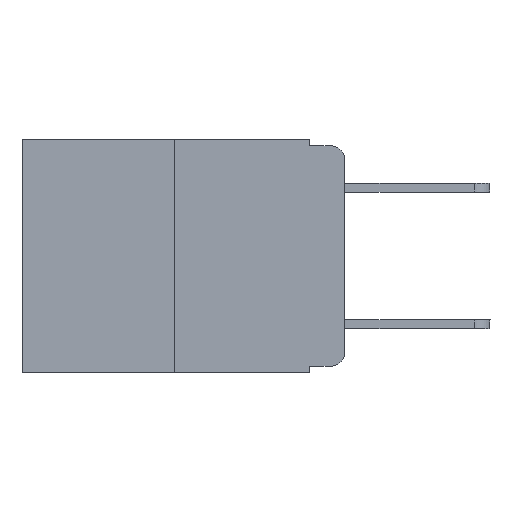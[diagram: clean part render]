
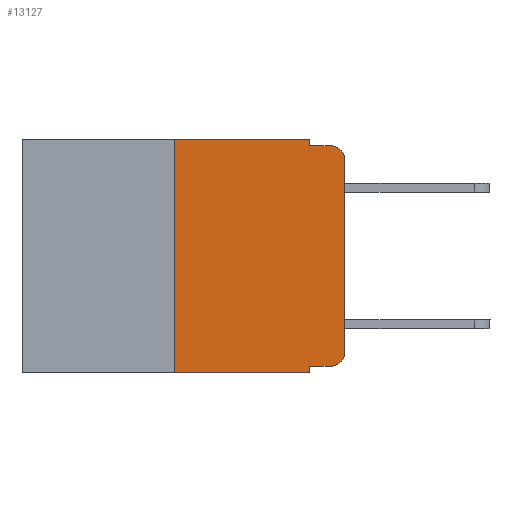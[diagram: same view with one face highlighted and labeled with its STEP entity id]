
A CAD part, left-side view. The second image highlights one B-rep face of the part: STEP entity #13127.
In plain terms, the highlighted planar face has unit normal (-1, 0, 0).
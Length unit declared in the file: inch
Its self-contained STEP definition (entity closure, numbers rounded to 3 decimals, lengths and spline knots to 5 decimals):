
#115 = VECTOR ( 'NONE', #5406, 39.37008 ) ;
#119 = CARTESIAN_POINT ( 'NONE',  ( 0., 0.25, 0. ) ) ;
#126 = FACE_OUTER_BOUND ( 'NONE', #16449, .T. ) ;
#130 = VERTEX_POINT ( 'NONE', #10971 ) ;
#544 = LINE ( 'NONE', #1138, #115 ) ;
#903 = CARTESIAN_POINT ( 'NONE',  ( 0., 0.473, -0.343 ) ) ;
#1103 = ORIENTED_EDGE ( 'NONE', *, *, #16842, .T. ) ;
#1138 = CARTESIAN_POINT ( 'NONE',  ( 0., 0.051, 0. ) ) ;
#1148 = EDGE_CURVE ( 'NONE', #12720, #9874, #13332, .T. ) ;
#1762 = VERTEX_POINT ( 'NONE', #11134 ) ;
#2210 = CARTESIAN_POINT ( 'NONE',  ( 0., 0.051, 0. ) ) ;
#2236 = EDGE_CURVE ( 'NONE', #15973, #13655, #10460, .T. ) ;
#2275 = DIRECTION ( 'NONE',  ( 0., -1., 0. ) ) ;
#2329 = CARTESIAN_POINT ( 'NONE',  ( 0., 0.473, 0. ) ) ;
#2460 = CARTESIAN_POINT ( 'NONE',  ( 0., 0.051, -0.01 ) ) ;
#2568 = VECTOR ( 'NONE', #2275, 39.37008 ) ;
#2984 = ORIENTED_EDGE ( 'NONE', *, *, #7605, .F. ) ;
#3014 = VECTOR ( 'NONE', #17528, 39.37008 ) ;
#3474 = CARTESIAN_POINT ( 'NONE',  ( 0., 0.051, -0.343 ) ) ;
#3591 = DIRECTION ( 'NONE',  ( 1., 0., 0. ) ) ;
#3961 = EDGE_CURVE ( 'NONE', #6496, #11210, #4725, .T. ) ;
#3982 = EDGE_CURVE ( 'NONE', #15973, #11210, #16788, .T. ) ;
#4108 = EDGE_CURVE ( 'NONE', #13655, #13134, #4292, .T. ) ;
#4150 = ORIENTED_EDGE ( 'NONE', *, *, #3982, .T. ) ;
#4292 = LINE ( 'NONE', #8221, #8391 ) ;
#4518 = ORIENTED_EDGE ( 'NONE', *, *, #2236, .F. ) ;
#4725 = LINE ( 'NONE', #11889, #9259 ) ;
#5406 = DIRECTION ( 'NONE',  ( 0., 0., -1. ) ) ;
#6474 = ORIENTED_EDGE ( 'NONE', *, *, #12013, .T. ) ;
#6496 = VERTEX_POINT ( 'NONE', #10276 ) ;
#6954 = CARTESIAN_POINT ( 'NONE',  ( 0., 0.02, -0.313 ) ) ;
#7431 = ORIENTED_EDGE ( 'NONE', *, *, #10670, .T. ) ;
#7605 = EDGE_CURVE ( 'NONE', #13134, #130, #544, .T. ) ;
#7730 = CIRCLE ( 'NONE', #8265, 0.02 ) ;
#7775 = DIRECTION ( 'NONE',  ( -1., 0., 0. ) ) ;
#7847 = PLANE ( 'NONE',  #16165 ) ;
#8151 = DIRECTION ( 'NONE',  ( 0., -1., 0. ) ) ;
#8221 = CARTESIAN_POINT ( 'NONE',  ( 0., 0.473, 0. ) ) ;
#8265 = AXIS2_PLACEMENT_3D ( 'NONE', #6954, #7775, #14719 ) ;
#8391 = VECTOR ( 'NONE', #8151, 39.37008 ) ;
#8456 = CARTESIAN_POINT ( 'NONE',  ( 0., 0.02, -0.01 ) ) ;
#8913 = CARTESIAN_POINT ( 'NONE',  ( 0., 0.25, 0. ) ) ;
#9259 = VECTOR ( 'NONE', #13333, 39.37008 ) ;
#9280 = DIRECTION ( 'NONE',  ( 0., -1., 0. ) ) ;
#9433 = ORIENTED_EDGE ( 'NONE', *, *, #3961, .F. ) ;
#9555 = DIRECTION ( 'NONE',  ( 0., 0., -1. ) ) ;
#9607 = DIRECTION ( 'NONE',  ( 0., 0., 1. ) ) ;
#9874 = VERTEX_POINT ( 'NONE', #8456 ) ;
#10276 = CARTESIAN_POINT ( 'NONE',  ( 0., 0.051, -0.333 ) ) ;
#10314 = LINE ( 'NONE', #13669, #10752 ) ;
#10460 = LINE ( 'NONE', #119, #10890 ) ;
#10465 = LINE ( 'NONE', #12149, #10897 ) ;
#10670 = EDGE_CURVE ( 'NONE', #11672, #12720, #10314, .T. ) ;
#10752 = VECTOR ( 'NONE', #17682, 39.37008 ) ;
#10890 = VECTOR ( 'NONE', #9607, 39.37008 ) ;
#10897 = VECTOR ( 'NONE', #9280, 39.37008 ) ;
#10971 = CARTESIAN_POINT ( 'NONE',  ( 0., 0.051, -0.01 ) ) ;
#10988 = ORIENTED_EDGE ( 'NONE', *, *, #1148, .T. ) ;
#11101 = DIRECTION ( 'NONE',  ( -1., 0., 0. ) ) ;
#11134 = CARTESIAN_POINT ( 'NONE',  ( 0., 0.02, -0.333 ) ) ;
#11210 = VERTEX_POINT ( 'NONE', #3474 ) ;
#11672 = VERTEX_POINT ( 'NONE', #13891 ) ;
#11889 = CARTESIAN_POINT ( 'NONE',  ( 0., 0.051, 0. ) ) ;
#11943 = DIRECTION ( 'NONE',  ( 0., 0., -1. ) ) ;
#12013 = EDGE_CURVE ( 'NONE', #6496, #1762, #10465, .T. ) ;
#12149 = CARTESIAN_POINT ( 'NONE',  ( 0., 0.051, -0.333 ) ) ;
#12493 = CARTESIAN_POINT ( 'NONE',  ( 0., 0., -0.03 ) ) ;
#12720 = VERTEX_POINT ( 'NONE', #12493 ) ;
#13127 = ADVANCED_FACE ( 'NONE', ( #126 ), #7847, .F. ) ;
#13134 = VERTEX_POINT ( 'NONE', #2210 ) ;
#13332 = CIRCLE ( 'NONE', #17548, 0.02 ) ;
#13333 = DIRECTION ( 'NONE',  ( 0., 0., -1. ) ) ;
#13655 = VERTEX_POINT ( 'NONE', #8913 ) ;
#13669 = CARTESIAN_POINT ( 'NONE',  ( 0., 0., 0. ) ) ;
#13752 = CARTESIAN_POINT ( 'NONE',  ( 0., 0.02, -0.03 ) ) ;
#13891 = CARTESIAN_POINT ( 'NONE',  ( 0., 0., -0.313 ) ) ;
#14231 = ORIENTED_EDGE ( 'NONE', *, *, #17286, .F. ) ;
#14715 = ORIENTED_EDGE ( 'NONE', *, *, #4108, .F. ) ;
#14719 = DIRECTION ( 'NONE',  ( 0., 0., -1. ) ) ;
#15213 = CARTESIAN_POINT ( 'NONE',  ( 0., 0.25, -0.343 ) ) ;
#15973 = VERTEX_POINT ( 'NONE', #15213 ) ;
#16165 = AXIS2_PLACEMENT_3D ( 'NONE', #2329, #3591, #11943 ) ;
#16346 = LINE ( 'NONE', #2460, #3014 ) ;
#16449 = EDGE_LOOP ( 'NONE', ( #7431, #10988, #14231, #2984, #14715, #4518, #4150, #9433, #6474, #1103 ) ) ;
#16788 = LINE ( 'NONE', #903, #2568 ) ;
#16842 = EDGE_CURVE ( 'NONE', #1762, #11672, #7730, .T. ) ;
#17286 = EDGE_CURVE ( 'NONE', #130, #9874, #16346, .T. ) ;
#17528 = DIRECTION ( 'NONE',  ( 0., -1., 0. ) ) ;
#17548 = AXIS2_PLACEMENT_3D ( 'NONE', #13752, #11101, #9555 ) ;
#17682 = DIRECTION ( 'NONE',  ( 0., 0., 1. ) ) ;
